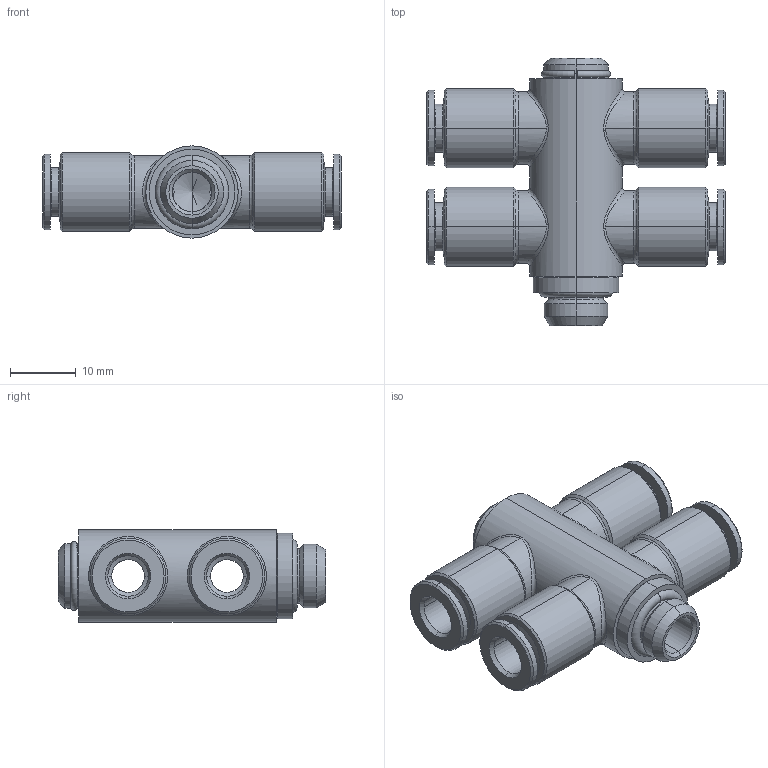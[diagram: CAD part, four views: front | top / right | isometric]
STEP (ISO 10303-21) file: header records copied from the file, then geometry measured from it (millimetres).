
FILE_DESCRIPTION (( 'STEP AP203' ), '1' );
FILE_NAME ('A0320031.STEP', '2009-12-15T10:30:49', ( 'Gabriele' ), ( 'C.Matic srl' ), 'SwSTEP 2.0', 'SolidWorks 2009', '' );
FILE_SCHEMA (( 'CONFIG_CONTROL_DESIGN' ));
Length unit declared in the file: millimetre
Products named in the file (1): A0320031
Bounding box: 45.4 x 40.6 x 14 mm (x, y, z)
Volume: 8988.3 mm3; surface area: 6873.3 mm2
Topology: 1 solids, 1 shells, 190 faces, 432 edges, 256 vertices
Faces by surface type: cone 72, cylinder 66, plane 33, torus 11, bspline 8
Entity records: 9835 total; most frequent: CARTESIAN_POINT 5445, DIRECTION 968, ORIENTED_EDGE 856, EDGE_CURVE 428, AXIS2_PLACEMENT_3D 403, VERTEX_POINT 256, CIRCLE 220, EDGE_LOOP 214
